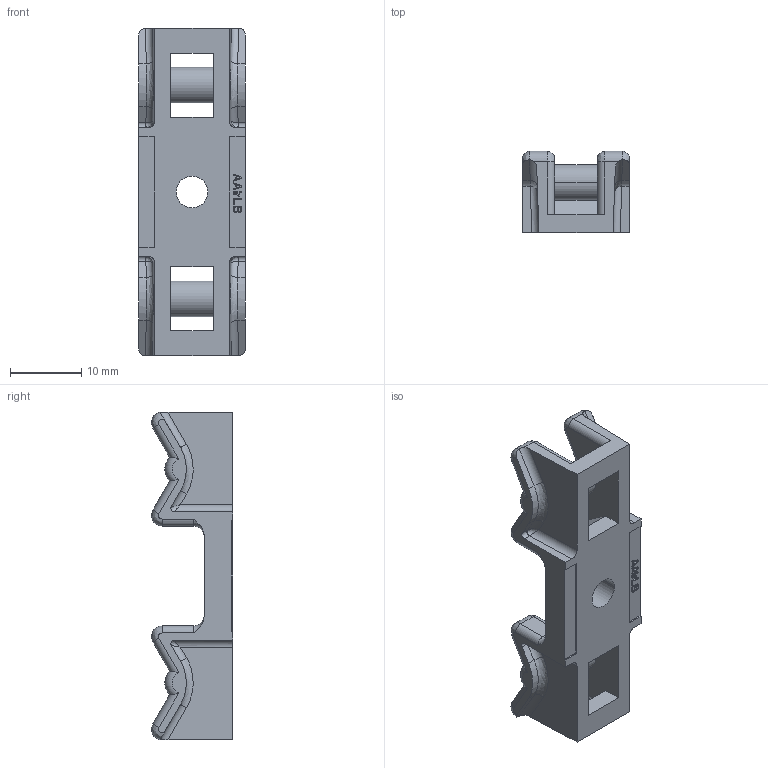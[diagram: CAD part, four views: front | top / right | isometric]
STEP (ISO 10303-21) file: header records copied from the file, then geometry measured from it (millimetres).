
FILE_DESCRIPTION((''),'2;1');
FILE_NAME('3505_5012_338','2020-01-31T',('presta_be4'),(''),'CREO PARAMETRIC BY PTC INC, 2018360','CREO PARAMETRIC BY PTC INC, 2018360','');
FILE_SCHEMA(('CONFIG_CONTROL_DESIGN'));
Length unit declared in the file: millimetre
Products named in the file (1): 3505_5012_338
Bounding box: 15 x 11.4 x 46 mm (x, y, z)
Volume: 3262 mm3; surface area: 2950.1 mm2
Topology: 1 solids, 1 shells, 261 faces, 694 edges, 440 vertices
Faces by surface type: plane 155, cylinder 66, bspline 28, torus 12
Entity records: 8928 total; most frequent: CARTESIAN_POINT 2521, ORIENTED_EDGE 1388, DIRECTION 1236, EDGE_CURVE 694, VECTOR 490, LINE 490, VERTEX_POINT 440, AXIS2_PLACEMENT_3D 373
